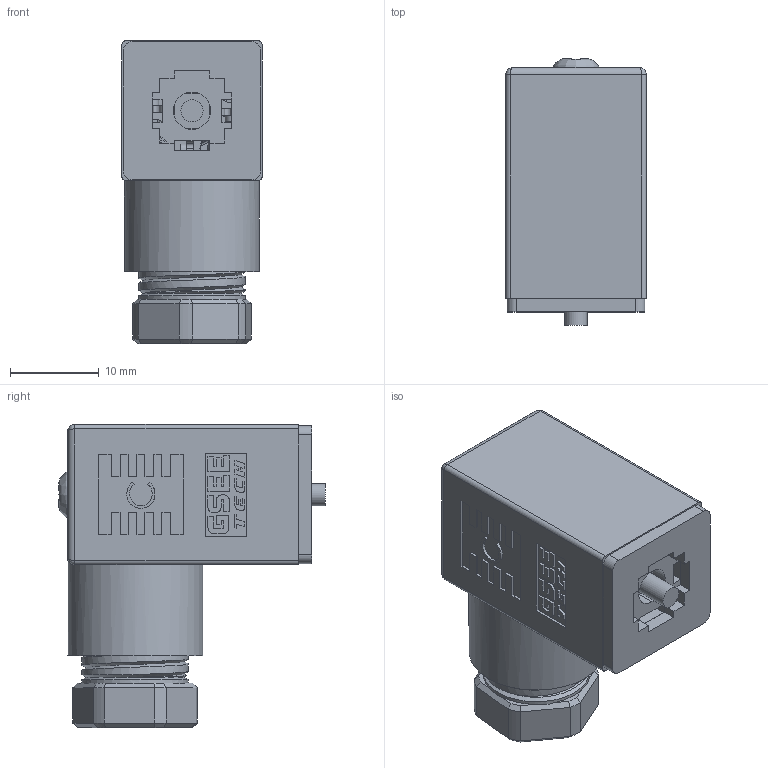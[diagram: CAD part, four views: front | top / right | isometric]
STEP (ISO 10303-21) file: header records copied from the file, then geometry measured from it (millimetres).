
FILE_DESCRIPTION(/* description */ (''),/* implementation_level */ '2;1');
FILE_NAME(/* name */ 'FW-VC21-x-PG7.stp',/* time_stamp */ '2019-12-05T16:52:26+08:00',/* author */ (''),/* organization */ (''),/* preprocessor_version */ 'ST-DEVELOPER v15',/* originating_system */ 'SIEMENS PLM Software NX 9.0',/* authorisation */ '');
FILE_SCHEMA (('CONFIG_CONTROL_DESIGN'));
Length unit declared in the file: millimetre
Products named in the file (12): 51384161; 51260041; 51259041; SF510669; 51281161; SF510668; SF510138; FWVC PCB; 51383161; 51381161; SF510010; FW-VC21-x-PG7
Assembly tree (17 placements, depth 2):
  FW-VC21-x-PG7
    SF510010
    51381161
    51383161
    FWVC PCB
    SF510138
    SF510668
    51281161
    SF510669
    51259041  x3
    51260041  x3
    51384161  x3
Bounding box: 15.8 x 30 x 34.1 mm (x, y, z)
Volume: 6215.7 mm3; surface area: 11127.2 mm2
Topology: 17 solids, 17 shells, 999 faces, 2716 edges, 1785 vertices
Faces by surface type: plane 668, cylinder 148, extrusion 102, cone 52, bspline 22, torus 6, revolution 1
Full cylindrical faces by diameter (mm): 1 x3, 1.5 x6, 1.9 x1, 2.5 x1, 3 x10, 3.7 x1, 4 x1, 4.5 x1, 5.4 x1, 6.3 x1, 6.4 x1, 7 x2, 7.5 x2, 9.7 x1, 9.8 x1, 11 x1, 12 x1, 15.2 x1
Entity records: 33537 total; most frequent: CARTESIAN_POINT 9642, ORIENTED_EDGE 4854, DIRECTION 4135, EDGE_CURVE 2427, VECTOR 1860, LINE 1758, VERTEX_POINT 1617, AXIS2_PLACEMENT_3D 1137
